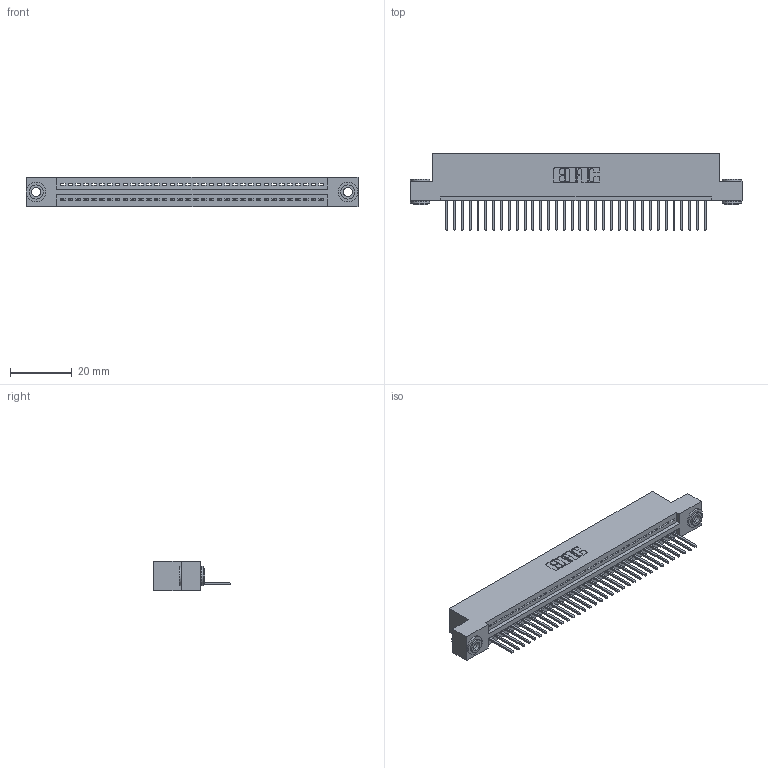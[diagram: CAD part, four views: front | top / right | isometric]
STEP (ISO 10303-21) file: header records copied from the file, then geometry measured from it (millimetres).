
FILE_DESCRIPTION (( 'STEP AP203' ), '1' );
FILE_NAME ('395-034-523-103.STEP', '2018-11-13T05:48:38', ( '' ), ( '' ), 'SwSTEP 2.0', 'SolidWorks 2016', '' );
FILE_SCHEMA (( 'CONFIG_CONTROL_DESIGN' ));
Length unit declared in the file: inch
Products named in the file (4): 395-034-523-103; 345-250-002_345-250-002-102; 345 Part_Flush Mounting Lugs - 0.156 Dia-TH; 345-292-001_345-293-123
Assembly tree (37 placements, depth 2):
  395-034-523-103
    345 Part_Flush Mounting Lugs - 0.156 Dia-TH
    345-292-001_345-293-123  x34
    345-250-002_345-250-002-102  x2
Bounding box: 107.57 x 24.82 x 9.4 mm (x, y, z)
Volume: 10157.7 mm3; surface area: 13641.5 mm2
Topology: 37 solids, 37 shells, 2136 faces, 6401 edges, 4218 vertices
Faces by surface type: plane 1450, cylinder 678, cone 8
Entity records: 27334 total; most frequent: CARTESIAN_POINT 4713, ORIENTED_EDGE 4674, DIRECTION 4159, EDGE_CURVE 2337, LINE 2045, VECTOR 2045, VERTEX_POINT 1554, AXIS2_PLACEMENT_3D 1057
